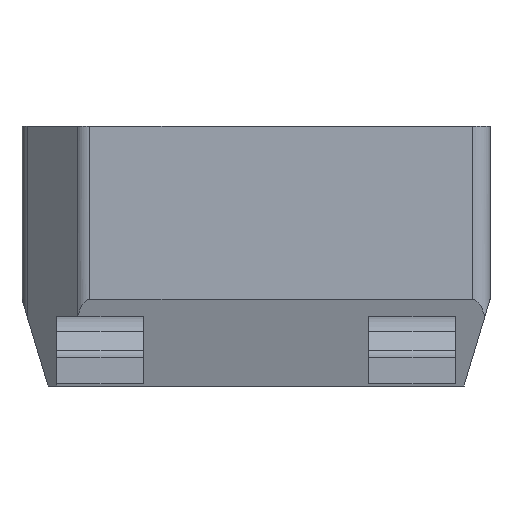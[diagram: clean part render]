
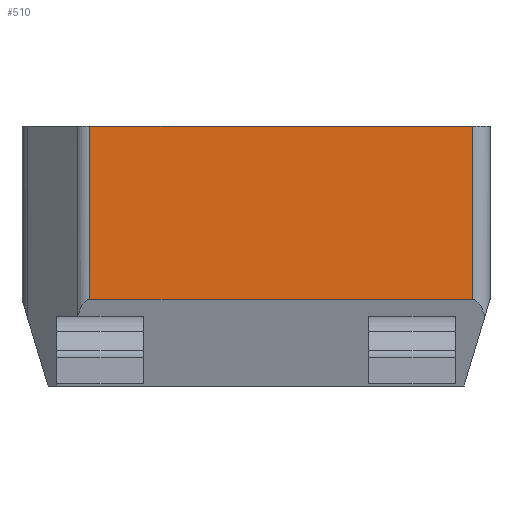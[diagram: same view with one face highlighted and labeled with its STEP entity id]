
A CAD part, left-side view. The second image highlights one B-rep face of the part: STEP entity #510.
In plain terms, the highlighted planar face has unit normal (-1, 0, 0).
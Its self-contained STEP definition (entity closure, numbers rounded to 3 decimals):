
#214 = VERTEX_POINT('',#215);
#215 = CARTESIAN_POINT('',(-1.7,0.959,1.5));
#222 = EDGE_CURVE('',#223,#214,#225,.T.);
#223 = VERTEX_POINT('',#224);
#224 = CARTESIAN_POINT('',(-1.7,-1.25,1.5));
#225 = LINE('',#226,#227);
#226 = CARTESIAN_POINT('',(-1.7,-1.35,1.5));
#227 = VECTOR('',#228,1.);
#228 = DIRECTION('',(0.,1.,0.));
#464 = VERTEX_POINT('',#465);
#465 = CARTESIAN_POINT('',(-1.7,0.959,0.5));
#472 = EDGE_CURVE('',#464,#214,#473,.T.);
#473 = LINE('',#474,#475);
#474 = CARTESIAN_POINT('',(-1.7,0.959,0.5));
#475 = VECTOR('',#476,1.);
#476 = DIRECTION('',(0.,0.,1.));
#510 = ADVANCED_FACE('',(#511),#529,.T.);
#511 = FACE_BOUND('',#512,.T.);
#512 = EDGE_LOOP('',(#513,#521,#527,#528));
#513 = ORIENTED_EDGE('',*,*,#514,.F.);
#514 = EDGE_CURVE('',#515,#464,#517,.T.);
#515 = VERTEX_POINT('',#516);
#516 = CARTESIAN_POINT('',(-1.7,-1.25,0.5));
#517 = LINE('',#518,#519);
#518 = CARTESIAN_POINT('',(-1.7,-1.35,0.5));
#519 = VECTOR('',#520,1.);
#520 = DIRECTION('',(0.,1.,0.));
#521 = ORIENTED_EDGE('',*,*,#522,.T.);
#522 = EDGE_CURVE('',#515,#223,#523,.T.);
#523 = LINE('',#524,#525);
#524 = CARTESIAN_POINT('',(-1.7,-1.25,0.5));
#525 = VECTOR('',#526,1.);
#526 = DIRECTION('',(0.,0.,1.));
#527 = ORIENTED_EDGE('',*,*,#222,.T.);
#528 = ORIENTED_EDGE('',*,*,#472,.F.);
#529 = PLANE('',#530);
#530 = AXIS2_PLACEMENT_3D('',#531,#532,#533);
#531 = CARTESIAN_POINT('',(-1.7,-1.35,0.));
#532 = DIRECTION('',(-1.,0.,0.));
#533 = DIRECTION('',(0.,1.,0.));
